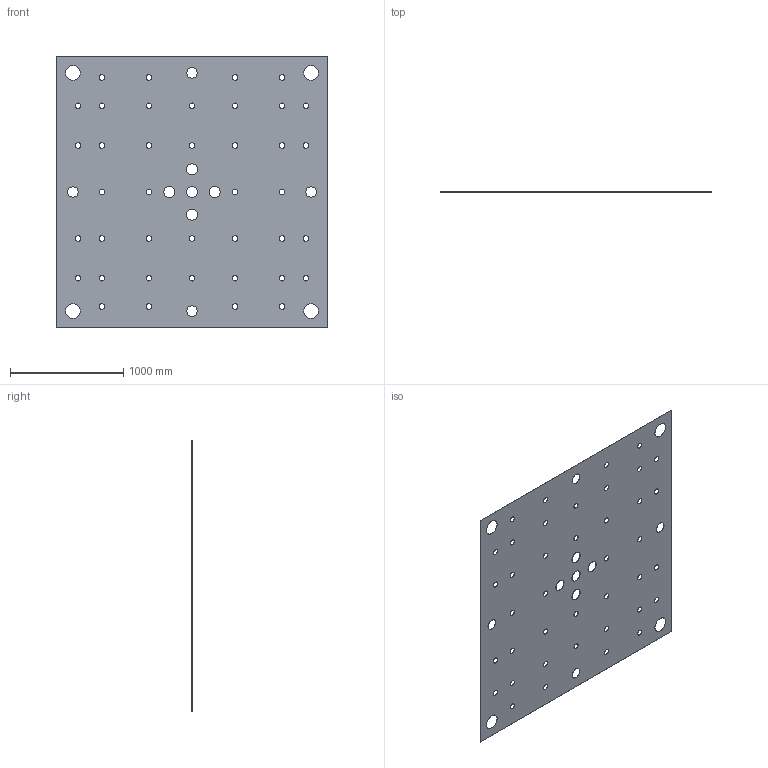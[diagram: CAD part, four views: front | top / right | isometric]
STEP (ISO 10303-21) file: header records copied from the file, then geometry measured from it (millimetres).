
FILE_DESCRIPTION (( 'STEP AP214' ), '1' );
FILE_NAME ('layer5_floor.STEP', '2024-06-13T21:36:54', ( '' ), ( '' ), 'SwSTEP 2.0', 'SolidWorks 2023', '' );
FILE_SCHEMA (( 'AUTOMOTIVE_DESIGN' ));
Length unit declared in the file: metre
Products named in the file (3): MSR_floor; layer5_floor
Assembly tree (2 placements, depth 3):
  layer5_floor
    MSR_floor
      layer5_floor
Bounding box: 2390 x 2 x 2390 mm (x, y, z)
Volume: 11025306.2 mm3; surface area: 11065782.1 mm2
Topology: 1 solids, 1 shells, 112 faces, 330 edges, 220 vertices
Faces by surface type: cylinder 106, plane 6
Entity records: 4159 total; most frequent: DIRECTION 778, CARTESIAN_POINT 668, ORIENTED_EDGE 660, EDGE_CURVE 330, AXIS2_PLACEMENT_3D 330, VERTEX_POINT 220, EDGE_LOOP 218, CIRCLE 212
